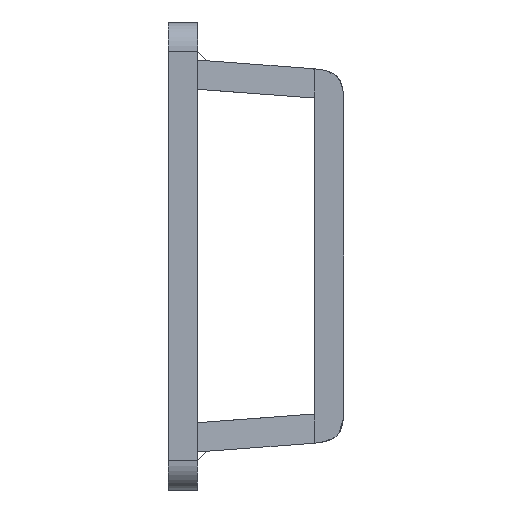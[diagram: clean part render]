
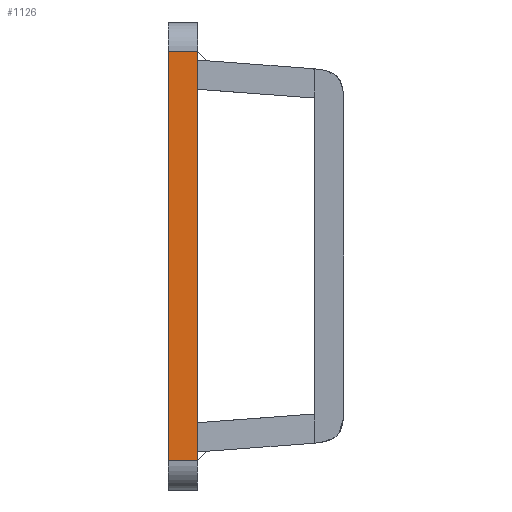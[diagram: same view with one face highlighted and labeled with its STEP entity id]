
A CAD part, left-side view. The second image highlights one B-rep face of the part: STEP entity #1126.
In plain terms, the highlighted planar face has unit normal (-1, 0, 0).
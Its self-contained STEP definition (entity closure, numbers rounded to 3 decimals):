
#28=DIRECTION('',(0.,0.,1.));
#29=VECTOR('',#28,70.);
#30=CARTESIAN_POINT('',(-280.563,69.006,646.692));
#31=LINE('',#30,#29);
#85=DIRECTION('',(0.,0.,-1.));
#86=VECTOR('',#85,70.);
#87=CARTESIAN_POINT('',(-280.563,64.006,716.692));
#88=LINE('',#87,#86);
#195=DIRECTION('',(0.,-1.,0.));
#196=VECTOR('',#195,5.);
#197=CARTESIAN_POINT('',(-280.563,69.006,716.692));
#198=LINE('',#197,#196);
#211=DIRECTION('',(0.,1.,0.));
#212=VECTOR('',#211,5.);
#213=CARTESIAN_POINT('',(-280.563,64.006,646.692));
#214=LINE('',#213,#212);
#771=CARTESIAN_POINT('',(-280.563,69.006,646.692));
#772=CARTESIAN_POINT('',(-280.563,69.006,716.692));
#773=VERTEX_POINT('',#771);
#774=VERTEX_POINT('',#772);
#775=CARTESIAN_POINT('',(-280.563,64.006,646.692));
#776=VERTEX_POINT('',#775);
#777=CARTESIAN_POINT('',(-280.563,64.006,716.692));
#778=VERTEX_POINT('',#777);
#1113=CARTESIAN_POINT('',(-280.563,41.506,681.692));
#1114=DIRECTION('',(1.,0.,0.));
#1115=DIRECTION('',(0.,0.,-1.));
#1116=AXIS2_PLACEMENT_3D('',#1113,#1114,#1115);
#1117=PLANE('',#1116);
#1118=ORIENTED_EDGE('',*,*,#997,.T.);
#1120=ORIENTED_EDGE('',*,*,#1119,.T.);
#1121=ORIENTED_EDGE('',*,*,#1048,.T.);
#1123=ORIENTED_EDGE('',*,*,#1122,.T.);
#1124=EDGE_LOOP('',(#1118,#1120,#1121,#1123));
#1125=FACE_OUTER_BOUND('',#1124,.F.);
#1126=ADVANCED_FACE('',(#1125),#1117,.F.);
#997=EDGE_CURVE('',#773,#774,#31,.T.);
#1048=EDGE_CURVE('',#778,#776,#88,.T.);
#1119=EDGE_CURVE('',#774,#778,#198,.T.);
#1122=EDGE_CURVE('',#776,#773,#214,.T.);
